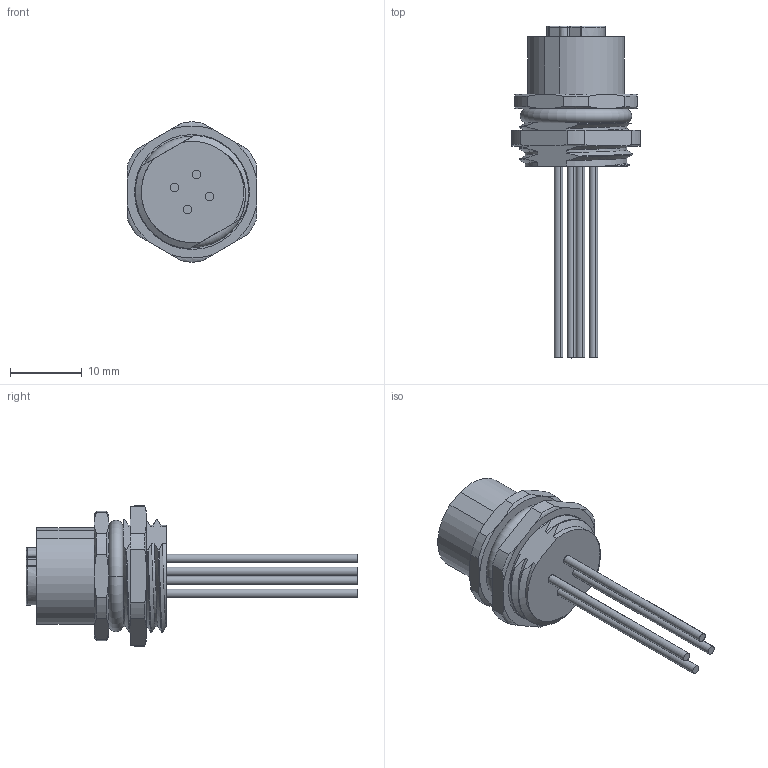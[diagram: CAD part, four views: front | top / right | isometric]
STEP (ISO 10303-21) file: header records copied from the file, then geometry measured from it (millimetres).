
FILE_DESCRIPTION((''),'2;1');
FILE_NAME('3D_1630053024007_M12-F05B-BK-PG','2021-01-04T',('zh.su'),(''),'PRO/ENGINEER BY PARAMETRIC TECHNOLOGY CORPORATION, 2012480','PRO/ENGINEER BY PARAMETRIC TECHNOLOGY CORPORATION, 2012480','');
FILE_SCHEMA(('CONFIG_CONTROL_DESIGN'));
Length unit declared in the file: millimetre
Products named in the file (1): 3D_1630053024007_M12-F05B-BK-PG
Bounding box: 18 x 46.2 x 19.5 mm (x, y, z)
Volume: 2916.7 mm3; surface area: 3407 mm2
Topology: 2 solids, 6 shells, 403 faces, 1139 edges, 759 vertices
Faces by surface type: plane 117, cone 105, cylinder 83, extrusion 44, bspline 29, torus 23, sphere 2
Entity records: 15900 total; most frequent: CARTESIAN_POINT 5888, ORIENTED_EDGE 2258, DIRECTION 1829, EDGE_CURVE 1129, VERTEX_POINT 759, AXIS2_PLACEMENT_3D 700, EDGE_LOOP 438, VECTOR 429
